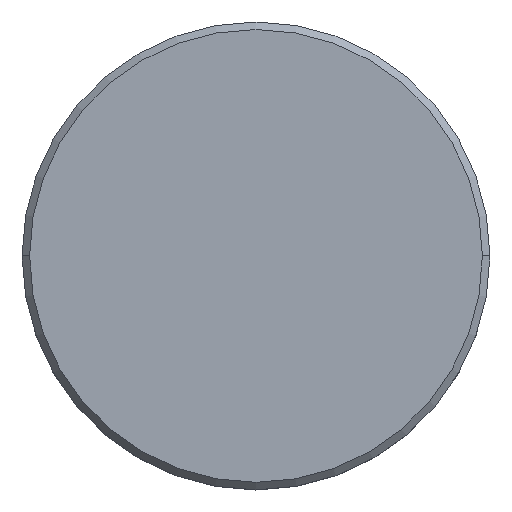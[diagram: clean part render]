
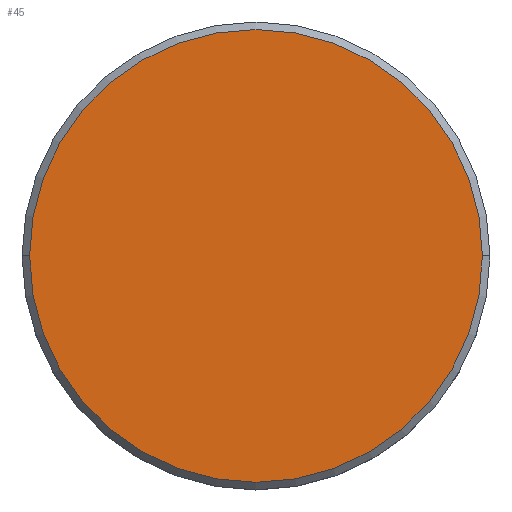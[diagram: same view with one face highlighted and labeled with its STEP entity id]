
A CAD part, top view. The second image highlights one B-rep face of the part: STEP entity #45.
In plain terms, the highlighted planar face has unit normal (0, 0, 1).
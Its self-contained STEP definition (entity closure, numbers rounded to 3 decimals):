
#45 = ADVANCED_FACE ( 'NONE', ( #504 ), #688, .T. ) ;
#60 = EDGE_CURVE ( 'NONE', #1081, #671, #1052, .T. ) ;
#77 = AXIS2_PLACEMENT_3D ( 'NONE', #618, #798, #957 ) ;
#112 = CIRCLE ( 'NONE', #77, 15. ) ;
#146 = EDGE_CURVE ( 'NONE', #671, #1081, #112, .T. ) ;
#207 = ORIENTED_EDGE ( 'NONE', *, *, #146, .T. ) ;
#252 = CARTESIAN_POINT ( 'NONE',  ( 0., 0., 0. ) ) ;
#266 = CARTESIAN_POINT ( 'NONE',  ( -15., 0., 0. ) ) ;
#328 = DIRECTION ( 'NONE',  ( 0., 0., 1. ) ) ;
#351 = DIRECTION ( 'NONE',  ( 1., 0., 0. ) ) ;
#419 = DIRECTION ( 'NONE',  ( 0., 0., 1. ) ) ;
#504 = FACE_OUTER_BOUND ( 'NONE', #858, .T. ) ;
#598 = CARTESIAN_POINT ( 'NONE',  ( 15., 0., 0. ) ) ;
#618 = CARTESIAN_POINT ( 'NONE',  ( 0., 0., 0. ) ) ;
#671 = VERTEX_POINT ( 'NONE', #266 ) ;
#688 = PLANE ( 'NONE',  #727 ) ;
#708 = DIRECTION ( 'NONE',  ( 1., 0., 0. ) ) ;
#727 = AXIS2_PLACEMENT_3D ( 'NONE', #1068, #328, #708 ) ;
#798 = DIRECTION ( 'NONE',  ( 0., 0., 1. ) ) ;
#854 = ORIENTED_EDGE ( 'NONE', *, *, #60, .T. ) ;
#858 = EDGE_LOOP ( 'NONE', ( #207, #854 ) ) ;
#863 = AXIS2_PLACEMENT_3D ( 'NONE', #252, #419, #351 ) ;
#957 = DIRECTION ( 'NONE',  ( 1., 0., 0. ) ) ;
#1052 = CIRCLE ( 'NONE', #863, 15. ) ;
#1068 = CARTESIAN_POINT ( 'NONE',  ( 0., 0., 0. ) ) ;
#1081 = VERTEX_POINT ( 'NONE', #598 ) ;
